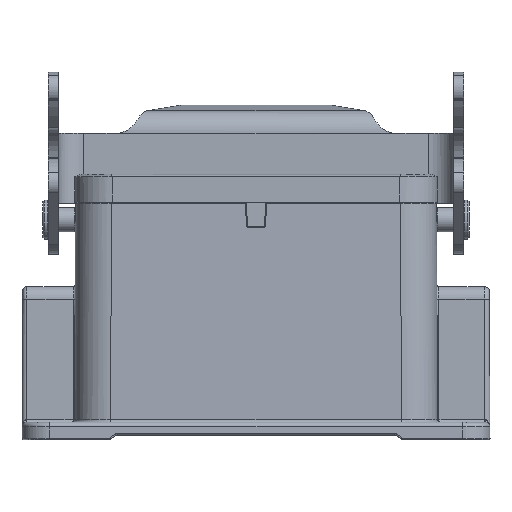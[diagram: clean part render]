
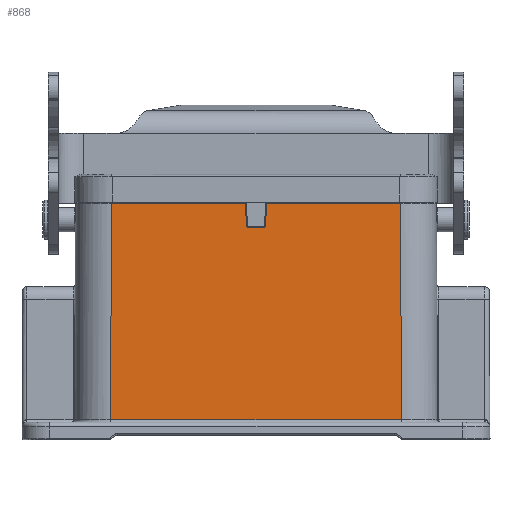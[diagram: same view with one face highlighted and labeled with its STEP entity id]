
A CAD part, left-side view. The second image highlights one B-rep face of the part: STEP entity #868.
In plain terms, the highlighted planar face has unit normal (-1, 0, 0.004).
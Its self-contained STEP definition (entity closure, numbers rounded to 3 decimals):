
#217=ELLIPSE('',#7226,0.4,0.4);
#218=ELLIPSE('',#7227,0.4,0.4);
#868=ADVANCED_FACE('',(#1418),#1273,.T.);
#1273=PLANE('',#7228);
#1418=FACE_OUTER_BOUND('',#1796,.T.);
#1796=EDGE_LOOP('',(#2668,#2669,#2670,#2671,#2672,#2673,#2674,#2675,#2676,
#2677));
#2668=ORIENTED_EDGE('',*,*,#5414,.T.);
#2669=ORIENTED_EDGE('',*,*,#5320,.T.);
#2670=ORIENTED_EDGE('',*,*,#5415,.T.);
#2671=ORIENTED_EDGE('',*,*,#5416,.T.);
#2672=ORIENTED_EDGE('',*,*,#5417,.T.);
#2673=ORIENTED_EDGE('',*,*,#5418,.T.);
#2674=ORIENTED_EDGE('',*,*,#5419,.T.);
#2675=ORIENTED_EDGE('',*,*,#5420,.T.);
#2676=ORIENTED_EDGE('',*,*,#5421,.T.);
#2677=ORIENTED_EDGE('',*,*,#5422,.T.);
#4648=VERTEX_POINT('',#9864);
#4651=VERTEX_POINT('',#9897);
#4728=VERTEX_POINT('',#10427);
#4729=VERTEX_POINT('',#10429);
#4730=VERTEX_POINT('',#10431);
#4731=VERTEX_POINT('',#10433);
#4732=VERTEX_POINT('',#10435);
#4733=VERTEX_POINT('',#10437);
#4734=VERTEX_POINT('',#10439);
#4735=VERTEX_POINT('',#10441);
#5320=EDGE_CURVE('',#4648,#4651,#6342,.T.);
#5414=EDGE_CURVE('',#4728,#4648,#6367,.T.);
#5415=EDGE_CURVE('',#4651,#4729,#6368,.T.);
#5416=EDGE_CURVE('',#4729,#4730,#6369,.T.);
#5417=EDGE_CURVE('',#4730,#4731,#6370,.T.);
#5418=EDGE_CURVE('',#4731,#4732,#217,.T.);
#5419=EDGE_CURVE('',#4732,#4733,#6371,.T.);
#5420=EDGE_CURVE('',#4733,#4734,#218,.T.);
#5421=EDGE_CURVE('',#4734,#4735,#6372,.T.);
#5422=EDGE_CURVE('',#4735,#4728,#6373,.T.);
#6342=LINE('',#9898,#6767);
#6367=LINE('',#10426,#6792);
#6368=LINE('',#10428,#6793);
#6369=LINE('',#10430,#6794);
#6370=LINE('',#10432,#6795);
#6371=LINE('',#10436,#6796);
#6372=LINE('',#10440,#6797);
#6373=LINE('',#10442,#6798);
#6767=VECTOR('',#7910,1.);
#6792=VECTOR('',#7999,1.);
#6793=VECTOR('',#8000,1.);
#6794=VECTOR('',#8001,1.);
#6795=VECTOR('',#8002,1.);
#6796=VECTOR('',#8005,1.);
#6797=VECTOR('',#8008,1.);
#6798=VECTOR('',#8009,1.);
#7226=AXIS2_PLACEMENT_3D('',#10434,#8003,#8004);
#7227=AXIS2_PLACEMENT_3D('',#10438,#8006,#8007);
#7228=AXIS2_PLACEMENT_3D('',#10443,#8010,#8011);
#7910=DIRECTION('',(0.,-1.,0.));
#7999=DIRECTION('',(-0.004,0.004,-1.));
#8000=DIRECTION('',(0.004,0.004,1.));
#8001=DIRECTION('',(0.,1.,0.));
#8002=DIRECTION('',(-0.004,0.026,-1.));
#8003=DIRECTION('',(1.,0.,-0.004));
#8004=DIRECTION('',(-0.004,0.,-1.));
#8005=DIRECTION('',(0.,1.,0.));
#8006=DIRECTION('',(1.,0.,-0.004));
#8007=DIRECTION('',(-0.004,0.,-1.));
#8008=DIRECTION('',(0.004,0.026,1.));
#8009=DIRECTION('',(0.,1.,0.));
#8010=DIRECTION('',(-1.,0.,0.004));
#8011=DIRECTION('',(-0.004,0.,-1.));
#9864=CARTESIAN_POINT('',(-21.429,29.087,2.008));
#9897=CARTESIAN_POINT('',(-21.429,-29.087,2.008));
#9898=CARTESIAN_POINT('',(-21.429,-36.399,2.008));
#10426=CARTESIAN_POINT('',(-21.241,28.899,45.061));
#10427=CARTESIAN_POINT('',(-21.24,28.898,45.31));
#10428=CARTESIAN_POINT('',(-21.241,-28.899,45.061));
#10429=CARTESIAN_POINT('',(-21.24,-28.898,45.31));
#10430=CARTESIAN_POINT('',(-21.24,-36.399,45.31));
#10431=CARTESIAN_POINT('',(-21.24,-2.067,45.31));
#10432=CARTESIAN_POINT('',(-21.259,-1.951,40.898));
#10433=CARTESIAN_POINT('',(-21.259,-1.951,40.899));
#10434=CARTESIAN_POINT('',(-21.259,-1.551,40.91));
#10435=CARTESIAN_POINT('',(-21.261,-1.551,40.51));
#10436=CARTESIAN_POINT('',(-21.261,1.551,40.51));
#10437=CARTESIAN_POINT('',(-21.261,1.551,40.51));
#10438=CARTESIAN_POINT('',(-21.259,1.551,40.91));
#10439=CARTESIAN_POINT('',(-21.259,1.951,40.899));
#10440=CARTESIAN_POINT('',(-21.245,2.035,44.087));
#10441=CARTESIAN_POINT('',(-21.24,2.067,45.31));
#10442=CARTESIAN_POINT('',(-21.24,-36.399,45.31));
#10443=CARTESIAN_POINT('',(-21.241,-36.399,45.094));
